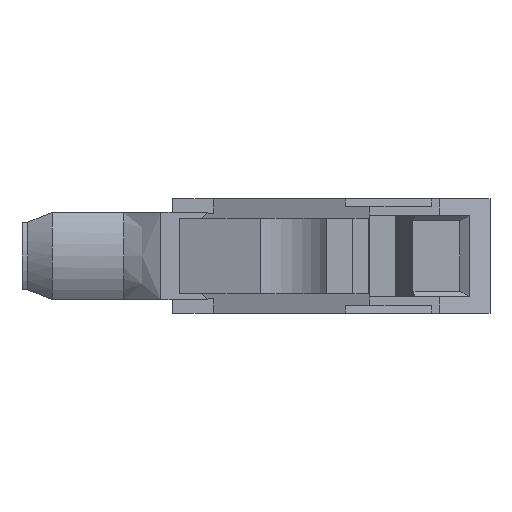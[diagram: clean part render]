
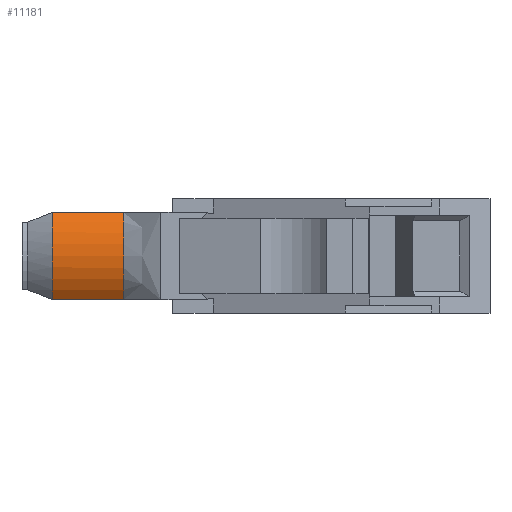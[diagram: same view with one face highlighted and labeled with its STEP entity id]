
A CAD part, left-side view. The second image highlights one B-rep face of the part: STEP entity #11181.
In plain terms, the highlighted cylindrical face has radius 6.059 mm (diameter 12.117 mm), a partial arc.
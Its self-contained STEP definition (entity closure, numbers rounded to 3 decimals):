
#92 = VERTEX_POINT ( 'NONE', #3244 ) ;
#480 = CARTESIAN_POINT ( 'NONE',  ( -3.054, 37.5, -2.306 ) ) ;
#524 = B_SPLINE_CURVE_WITH_KNOTS ( 'NONE', 3,
 ( #4150, #538, #6166, #9903, #480, #6956, #11573, #9844, #1456, #4330, #6222, #1337, #5198, #3221, #8919, #1513, #4206, #4269 ),
 .UNSPECIFIED., .F., .F.,
 ( 4, 2, 2, 2, 2, 2, 2, 2, 4 ),
 ( 0., 0.001, 0.002, 0.003, 0.004, 0.005, 0.006, 0.007, 0.008 ),
 .UNSPECIFIED. ) ;
#538 = CARTESIAN_POINT ( 'NONE',  ( -2.411, 37.5, -3.483 ) ) ;
#863 = FACE_OUTER_BOUND ( 'NONE', #3266, .T. ) ;
#1337 = CARTESIAN_POINT ( 'NONE',  ( -3.36, 37.499, 1.336 ) ) ;
#1456 = CARTESIAN_POINT ( 'NONE',  ( -3.5, 37.5, -0.341 ) ) ;
#1513 = CARTESIAN_POINT ( 'NONE',  ( -2.596, 37.499, 3.202 ) ) ;
#1769 = CYLINDRICAL_SURFACE ( 'NONE', #5451, 6.059 ) ;
#3149 = DIRECTION ( 'NONE',  ( 0., -1., 0. ) ) ;
#3221 = CARTESIAN_POINT ( 'NONE',  ( -3.055, 37.5, 2.304 ) ) ;
#3244 = CARTESIAN_POINT ( 'NONE',  ( -2.2, 31.4, -3.75 ) ) ;
#3266 = EDGE_LOOP ( 'NONE', ( #4935, #10987, #11056, #7603 ) ) ;
#4150 = CARTESIAN_POINT ( 'NONE',  ( -2.2, 37.5, -3.75 ) ) ;
#4198 = CARTESIAN_POINT ( 'NONE',  ( -2.2, 37.5, 3.75 ) ) ;
#4206 = CARTESIAN_POINT ( 'NONE',  ( -2.411, 37.5, 3.483 ) ) ;
#4258 = EDGE_CURVE ( 'NONE', #92, #11938, #9017, .T. ) ;
#4261 = LINE ( 'NONE', #4198, #7942 ) ;
#4269 = CARTESIAN_POINT ( 'NONE',  ( -2.2, 37.5, 3.75 ) ) ;
#4330 = CARTESIAN_POINT ( 'NONE',  ( -3.5, 37.5, 0.339 ) ) ;
#4935 = ORIENTED_EDGE ( 'NONE', *, *, #11657, .T. ) ;
#5198 = CARTESIAN_POINT ( 'NONE',  ( -3.277, 37.5, 1.662 ) ) ;
#5451 = AXIS2_PLACEMENT_3D ( 'NONE', #7464, #11324, #10350 ) ;
#5508 = EDGE_CURVE ( 'NONE', #8430, #11938, #4261, .T. ) ;
#5565 = CARTESIAN_POINT ( 'NONE',  ( 2.559, 31.4, 0. ) ) ;
#5617 = DIRECTION ( 'NONE',  ( 0., 1., 0. ) ) ;
#6166 = CARTESIAN_POINT ( 'NONE',  ( -2.596, 37.499, -3.202 ) ) ;
#6222 = CARTESIAN_POINT ( 'NONE',  ( -3.472, 37.499, 0.675 ) ) ;
#6271 = CARTESIAN_POINT ( 'NONE',  ( -2.2, 37.5, -3.75 ) ) ;
#6679 = EDGE_CURVE ( 'NONE', #8270, #8430, #524, .T. ) ;
#6741 = CARTESIAN_POINT ( 'NONE',  ( -2.2, 37.5, 3.75 ) ) ;
#6956 = CARTESIAN_POINT ( 'NONE',  ( -3.277, 37.5, -1.664 ) ) ;
#7198 = VECTOR ( 'NONE', #3149, 1000. ) ;
#7254 = AXIS2_PLACEMENT_3D ( 'NONE', #5565, #5617, #8305 ) ;
#7464 = CARTESIAN_POINT ( 'NONE',  ( 2.559, 37.5, 0. ) ) ;
#7603 = ORIENTED_EDGE ( 'NONE', *, *, #6679, .F. ) ;
#7942 = VECTOR ( 'NONE', #8855, 1000. ) ;
#8270 = VERTEX_POINT ( 'NONE', #6271 ) ;
#8305 = DIRECTION ( 'NONE',  ( 0., 0., 1. ) ) ;
#8430 = VERTEX_POINT ( 'NONE', #6741 ) ;
#8855 = DIRECTION ( 'NONE',  ( 0., -1., 0. ) ) ;
#8919 = CARTESIAN_POINT ( 'NONE',  ( -2.918, 37.499, 2.613 ) ) ;
#9017 = CIRCLE ( 'NONE', #7254, 6.059 ) ;
#9463 = CARTESIAN_POINT ( 'NONE',  ( -2.2, 37.5, -3.75 ) ) ;
#9844 = CARTESIAN_POINT ( 'NONE',  ( -3.471, 37.499, -0.676 ) ) ;
#9903 = CARTESIAN_POINT ( 'NONE',  ( -2.918, 37.499, -2.614 ) ) ;
#10350 = DIRECTION ( 'NONE',  ( 0., 0., -1. ) ) ;
#10987 = ORIENTED_EDGE ( 'NONE', *, *, #4258, .T. ) ;
#11056 = ORIENTED_EDGE ( 'NONE', *, *, #5508, .F. ) ;
#11181 = ADVANCED_FACE ( 'NONE', ( #863 ), #1769, .T. ) ;
#11324 = DIRECTION ( 'NONE',  ( 0., -1., 0. ) ) ;
#11436 = LINE ( 'NONE', #9463, #7198 ) ;
#11573 = CARTESIAN_POINT ( 'NONE',  ( -3.36, 37.499, -1.337 ) ) ;
#11653 = CARTESIAN_POINT ( 'NONE',  ( -2.2, 31.4, 3.75 ) ) ;
#11657 = EDGE_CURVE ( 'NONE', #8270, #92, #11436, .T. ) ;
#11938 = VERTEX_POINT ( 'NONE', #11653 ) ;
